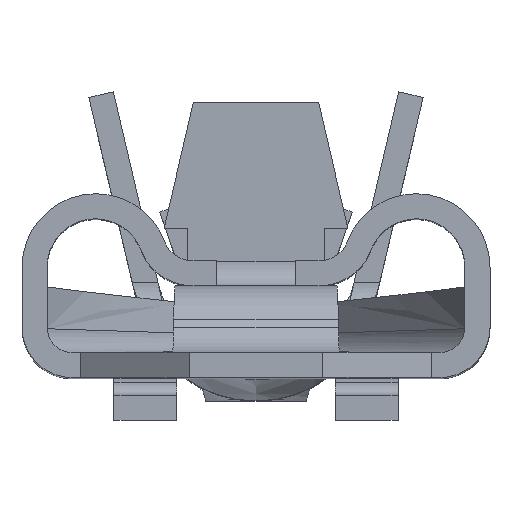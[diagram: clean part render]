
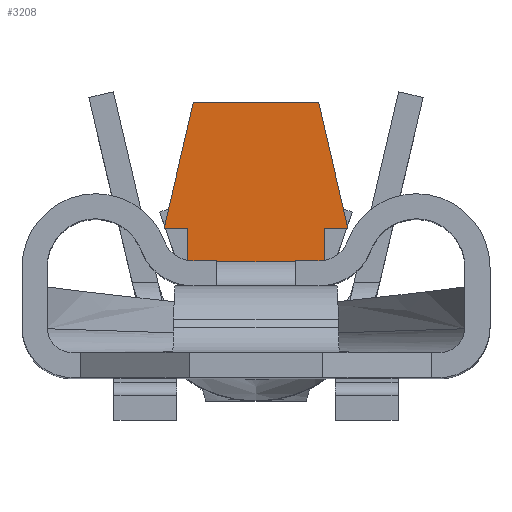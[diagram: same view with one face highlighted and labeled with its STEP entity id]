
A CAD part, top view. The second image highlights one B-rep face of the part: STEP entity #3208.
In plain terms, the highlighted planar face has unit normal (0, 0, 1).
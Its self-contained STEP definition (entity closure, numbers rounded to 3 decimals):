
#676=DIRECTION('',(1.,0.,0.));
#677=VECTOR('',#676,1.636);
#678=CARTESIAN_POINT('',(-0.818,1.4,-6.85));
#679=LINE('',#678,#677);
#758=DIRECTION('',(0.227,0.974,0.));
#759=VECTOR('',#758,1.54);
#760=CARTESIAN_POINT('',(-1.1,1.8,-6.85));
#761=LINE('',#760,#759);
#762=DIRECTION('',(1.,0.,0.));
#763=VECTOR('',#762,1.5);
#764=CARTESIAN_POINT('',(-0.75,3.3,-6.85));
#765=LINE('',#764,#763);
#766=DIRECTION('',(0.227,-0.974,0.));
#767=VECTOR('',#766,1.54);
#768=CARTESIAN_POINT('',(0.75,3.3,-6.85));
#769=LINE('',#768,#767);
#770=DIRECTION('',(1.,0.,0.));
#771=VECTOR('',#770,0.282);
#772=CARTESIAN_POINT('',(0.818,1.8,-6.85));
#773=LINE('',#772,#771);
#774=DIRECTION('',(0.,1.,0.));
#775=VECTOR('',#774,0.4);
#776=CARTESIAN_POINT('',(0.818,1.4,-6.85));
#777=LINE('',#776,#775);
#778=DIRECTION('',(0.,1.,0.));
#779=VECTOR('',#778,0.4);
#780=CARTESIAN_POINT('',(-0.818,1.4,-6.85));
#781=LINE('',#780,#779);
#782=DIRECTION('',(1.,0.,0.));
#783=VECTOR('',#782,0.282);
#784=CARTESIAN_POINT('',(-1.1,1.8,-6.85));
#785=LINE('',#784,#783);
#1988=CARTESIAN_POINT('',(-0.818,1.4,-6.85));
#1989=CARTESIAN_POINT('',(-0.818,1.8,-6.85));
#1990=VERTEX_POINT('',#1988);
#1991=VERTEX_POINT('',#1989);
#1992=CARTESIAN_POINT('',(0.818,1.4,-6.85));
#1993=CARTESIAN_POINT('',(0.818,1.8,-6.85));
#1994=VERTEX_POINT('',#1992);
#1995=VERTEX_POINT('',#1993);
#1998=CARTESIAN_POINT('',(-1.1,1.8,-6.85));
#2000=VERTEX_POINT('',#1998);
#2002=CARTESIAN_POINT('',(1.1,1.8,-6.85));
#2004=VERTEX_POINT('',#2002);
#2010=CARTESIAN_POINT('',(-0.75,3.3,-6.85));
#2011=VERTEX_POINT('',#2010);
#2012=CARTESIAN_POINT('',(0.75,3.3,-6.85));
#2013=VERTEX_POINT('',#2012);
#3188=CARTESIAN_POINT('',(-1.1,3.3,-6.85));
#3189=DIRECTION('',(0.,0.,1.));
#3190=DIRECTION('',(0.,-1.,0.));
#3191=AXIS2_PLACEMENT_3D('',#3188,#3189,#3190);
#3192=PLANE('',#3191);
#3194=ORIENTED_EDGE('',*,*,#3193,.T.);
#3196=ORIENTED_EDGE('',*,*,#3195,.T.);
#3198=ORIENTED_EDGE('',*,*,#3197,.T.);
#3200=ORIENTED_EDGE('',*,*,#3199,.F.);
#3201=ORIENTED_EDGE('',*,*,#3167,.F.);
#3202=ORIENTED_EDGE('',*,*,#3049,.F.);
#3203=ORIENTED_EDGE('',*,*,#3068,.T.);
#3205=ORIENTED_EDGE('',*,*,#3204,.F.);
#3206=EDGE_LOOP('',(#3194,#3196,#3198,#3200,#3201,#3202,#3203,#3205));
#3207=FACE_OUTER_BOUND('',#3206,.F.);
#3049=EDGE_CURVE('',#1990,#1994,#679,.T.);
#3068=EDGE_CURVE('',#1990,#1991,#781,.T.);
#3167=EDGE_CURVE('',#1994,#1995,#777,.T.);
#3193=EDGE_CURVE('',#2000,#2011,#761,.T.);
#3195=EDGE_CURVE('',#2011,#2013,#765,.T.);
#3197=EDGE_CURVE('',#2013,#2004,#769,.T.);
#3199=EDGE_CURVE('',#1995,#2004,#773,.T.);
#3204=EDGE_CURVE('',#2000,#1991,#785,.T.);
#3208=ADVANCED_FACE('',(#3207),#3192,.T.);
